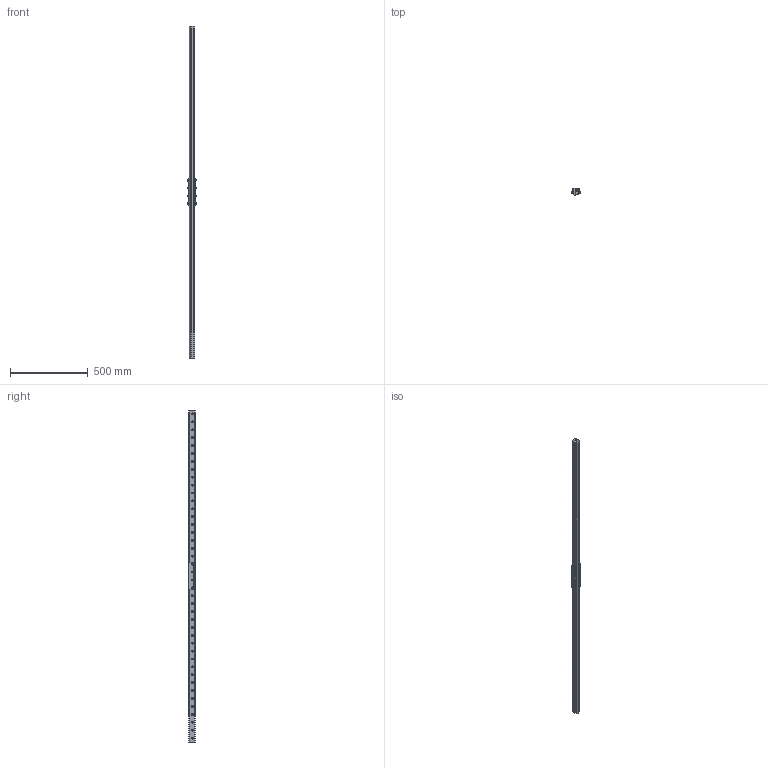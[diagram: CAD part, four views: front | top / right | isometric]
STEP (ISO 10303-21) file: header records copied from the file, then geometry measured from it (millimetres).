
FILE_DESCRIPTION((''),'2;1');
FILE_NAME('110084.stp','2009-08-05T09:09:16',('David Woerner'),(''),'Autodesk Inventor 2010','Autodesk Inventor 2010','');
FILE_SCHEMA(('AUTOMOTIVE_DESIGN { 1 0 10303 214 1 1 1 1 }'));
Length unit declared in the file: inch
Products named in the file (13): 110084; 110042; 110554; 110553; Parker Countersunk Hex-Head Plug 219P 219P-4; 9654; Hexagon Socket Button Head Cap Screw - Inch 1/4 - 20 x 3/4; 2977; 2976; 9950; Unbrako UNC Hex Socket Button Cap - Inch 1/4 x 5/8; 9776; Unbrako UNC Hex Socket Button Cap - Inch 1/4 x 1.1/4
Assembly tree (40 placements, depth 4):
  110084
    110042  x2
      110554
      110553
      Parker Countersunk Hex-Head Plug 219P 219P-4
      9654
        Hexagon Socket Button Head Cap Screw - Inch 1/4 - 20 x 3/4
    2977
    2976
    9950  x4
      Unbrako UNC Hex Socket Button Cap - Inch 1/4 x 5/8
    9776  x4
      Unbrako UNC Hex Socket Button Cap - Inch 1/4 x 1.1/4
Bounding box: 55.92 x 44.45 x 2133.6 mm (x, y, z)
Volume: 3007768.9 mm3; surface area: 604335.4 mm2
Topology: 60 solids, 60 shells, 1093 faces, 2433 edges, 1554 vertices
Faces by surface type: plane 538, bspline 272, cone 154, cylinder 121, torus 8
Full cylindrical faces by diameter (mm): 6.35 x50, 6.756 x4, 11.1 x50, 15.443 x1
Entity records: 7590 total; most frequent: CARTESIAN_POINT 2438, DIRECTION 954, ORIENTED_EDGE 780, EDGE_LOOP 472, AXIS2_PLACEMENT_3D 400, EDGE_CURVE 390, VERTEX_POINT 324, FACE_BOUND 249
